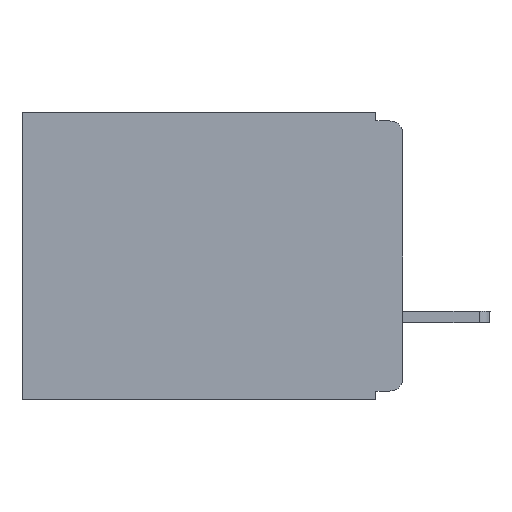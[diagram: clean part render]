
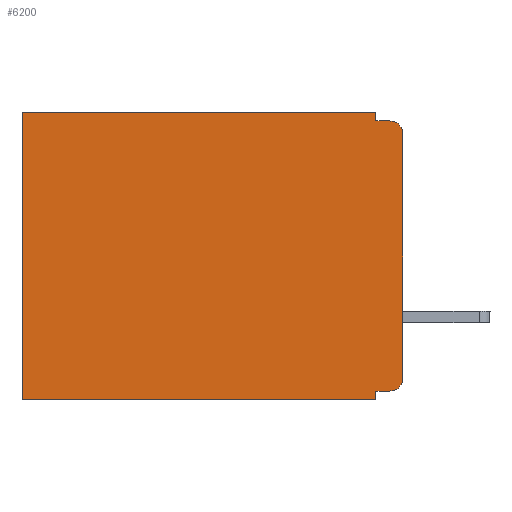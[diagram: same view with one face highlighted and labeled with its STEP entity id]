
A CAD part, left-side view. The second image highlights one B-rep face of the part: STEP entity #6200.
In plain terms, the highlighted planar face has unit normal (-1, 0, 0).
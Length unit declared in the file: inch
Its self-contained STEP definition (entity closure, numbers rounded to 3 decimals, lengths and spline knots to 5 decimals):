
#61 = DIRECTION ( 'NONE',  ( 0., 0., -1. ) ) ;
#276 = CARTESIAN_POINT ( 'NONE',  ( 0.3, 0.031, -0.01 ) ) ;
#288 = CARTESIAN_POINT ( 'NONE',  ( 0.3, 0.437, -0.33 ) ) ;
#339 = CARTESIAN_POINT ( 'NONE',  ( 0.3, 0., -0.33 ) ) ;
#559 = EDGE_CURVE ( 'NONE', #9883, #3148, #3209, .T. ) ;
#612 = DIRECTION ( 'NONE',  ( -1., 0., 0. ) ) ;
#740 = ORIENTED_EDGE ( 'NONE', *, *, #6872, .F. ) ;
#1117 = CIRCLE ( 'NONE', #9785, 0.015 ) ;
#1144 = ORIENTED_EDGE ( 'NONE', *, *, #6688, .T. ) ;
#1154 = LINE ( 'NONE', #9070, #10021 ) ;
#1179 = DIRECTION ( 'NONE',  ( 0., 1., 0. ) ) ;
#1341 = VERTEX_POINT ( 'NONE', #3473 ) ;
#1524 = VERTEX_POINT ( 'NONE', #2742 ) ;
#1572 = DIRECTION ( 'NONE',  ( 0., 0., -1. ) ) ;
#1615 = LINE ( 'NONE', #12146, #9119 ) ;
#1631 = DIRECTION ( 'NONE',  ( 1., 0., 0. ) ) ;
#1672 = DIRECTION ( 'NONE',  ( 0., 0., -1. ) ) ;
#1673 = CARTESIAN_POINT ( 'NONE',  ( 0.3, 0.015, -0.01 ) ) ;
#1959 = EDGE_CURVE ( 'NONE', #9883, #5819, #1154, .T. ) ;
#2001 = DIRECTION ( 'NONE',  ( 0., 1., 0. ) ) ;
#2306 = CARTESIAN_POINT ( 'NONE',  ( 0.3, 0., -0.01 ) ) ;
#2362 = LINE ( 'NONE', #6856, #11361 ) ;
#2536 = EDGE_CURVE ( 'NONE', #3822, #1524, #10758, .T. ) ;
#2714 = VERTEX_POINT ( 'NONE', #9350 ) ;
#2742 = CARTESIAN_POINT ( 'NONE',  ( 0.3, 0.437, -0.33 ) ) ;
#2801 = EDGE_CURVE ( 'NONE', #2714, #1341, #2362, .T. ) ;
#2950 = CARTESIAN_POINT ( 'NONE',  ( 0.3, 0.031, 0. ) ) ;
#3003 = DIRECTION ( 'NONE',  ( -1., 0., 0. ) ) ;
#3127 = CARTESIAN_POINT ( 'NONE',  ( 0.3, 0.031, -0.33 ) ) ;
#3148 = VERTEX_POINT ( 'NONE', #1673 ) ;
#3183 = DIRECTION ( 'NONE',  ( 0., 0., -1. ) ) ;
#3209 = CIRCLE ( 'NONE', #6785, 0.015 ) ;
#3473 = CARTESIAN_POINT ( 'NONE',  ( 0.3, 0.031, -0.32 ) ) ;
#3625 = VECTOR ( 'NONE', #5096, 39.37008 ) ;
#3800 = ORIENTED_EDGE ( 'NONE', *, *, #2536, .F. ) ;
#3822 = VERTEX_POINT ( 'NONE', #11639 ) ;
#4035 = EDGE_LOOP ( 'NONE', ( #7145, #4675, #9044, #740, #7434, #1144, #3800, #10460, #4172, #7181 ) ) ;
#4076 = EDGE_CURVE ( 'NONE', #4868, #3148, #12178, .T. ) ;
#4172 = ORIENTED_EDGE ( 'NONE', *, *, #2801, .F. ) ;
#4458 = EDGE_CURVE ( 'NONE', #1341, #3822, #11881, .T. ) ;
#4675 = ORIENTED_EDGE ( 'NONE', *, *, #559, .T. ) ;
#4868 = VERTEX_POINT ( 'NONE', #276 ) ;
#5096 = DIRECTION ( 'NONE',  ( 0., -1., 0. ) ) ;
#5574 = PLANE ( 'NONE',  #7454 ) ;
#5819 = VERTEX_POINT ( 'NONE', #6756 ) ;
#6004 = FACE_OUTER_BOUND ( 'NONE', #4035, .T. ) ;
#6051 = DIRECTION ( 'NONE',  ( 0., 0., -1. ) ) ;
#6178 = VECTOR ( 'NONE', #1179, 39.37008 ) ;
#6200 = ADVANCED_FACE ( 'NONE', ( #6004 ), #5574, .F. ) ;
#6391 = VERTEX_POINT ( 'NONE', #2950 ) ;
#6688 = EDGE_CURVE ( 'NONE', #9805, #1524, #11363, .T. ) ;
#6756 = CARTESIAN_POINT ( 'NONE',  ( 0.3, 0., -0.305 ) ) ;
#6785 = AXIS2_PLACEMENT_3D ( 'NONE', #8402, #612, #1572 ) ;
#6856 = CARTESIAN_POINT ( 'NONE',  ( 0.3, 0., -0.32 ) ) ;
#6872 = EDGE_CURVE ( 'NONE', #6391, #4868, #1615, .T. ) ;
#7069 = CARTESIAN_POINT ( 'NONE',  ( 0.3, 0., 0. ) ) ;
#7145 = ORIENTED_EDGE ( 'NONE', *, *, #1959, .F. ) ;
#7181 = ORIENTED_EDGE ( 'NONE', *, *, #12410, .T. ) ;
#7434 = ORIENTED_EDGE ( 'NONE', *, *, #11024, .T. ) ;
#7454 = AXIS2_PLACEMENT_3D ( 'NONE', #8570, #1631, #1672 ) ;
#8402 = CARTESIAN_POINT ( 'NONE',  ( 0.3, 0.015, -0.025 ) ) ;
#8487 = VECTOR ( 'NONE', #10147, 39.37008 ) ;
#8570 = CARTESIAN_POINT ( 'NONE',  ( 0.3, 0., -0.33 ) ) ;
#8791 = VECTOR ( 'NONE', #11155, 39.37008 ) ;
#8904 = CARTESIAN_POINT ( 'NONE',  ( 0.3, 0.437, 0. ) ) ;
#9044 = ORIENTED_EDGE ( 'NONE', *, *, #4076, .F. ) ;
#9070 = CARTESIAN_POINT ( 'NONE',  ( 0.3, 0., -0.33 ) ) ;
#9119 = VECTOR ( 'NONE', #12214, 39.37008 ) ;
#9350 = CARTESIAN_POINT ( 'NONE',  ( 0.3, 0.015, -0.32 ) ) ;
#9785 = AXIS2_PLACEMENT_3D ( 'NONE', #10696, #3003, #61 ) ;
#9805 = VERTEX_POINT ( 'NONE', #8904 ) ;
#9883 = VERTEX_POINT ( 'NONE', #9958 ) ;
#9958 = CARTESIAN_POINT ( 'NONE',  ( 0.3, 0., -0.025 ) ) ;
#10021 = VECTOR ( 'NONE', #3183, 39.37008 ) ;
#10147 = DIRECTION ( 'NONE',  ( 0., 0., -1. ) ) ;
#10375 = VECTOR ( 'NONE', #6051, 39.37008 ) ;
#10460 = ORIENTED_EDGE ( 'NONE', *, *, #4458, .F. ) ;
#10649 = LINE ( 'NONE', #7069, #6178 ) ;
#10696 = CARTESIAN_POINT ( 'NONE',  ( 0.3, 0.015, -0.305 ) ) ;
#10758 = LINE ( 'NONE', #339, #8791 ) ;
#11024 = EDGE_CURVE ( 'NONE', #6391, #9805, #10649, .T. ) ;
#11155 = DIRECTION ( 'NONE',  ( 0., 1., 0. ) ) ;
#11361 = VECTOR ( 'NONE', #2001, 39.37008 ) ;
#11363 = LINE ( 'NONE', #288, #8487 ) ;
#11639 = CARTESIAN_POINT ( 'NONE',  ( 0.3, 0.031, -0.33 ) ) ;
#11881 = LINE ( 'NONE', #3127, #10375 ) ;
#12146 = CARTESIAN_POINT ( 'NONE',  ( 0.3, 0.031, 0. ) ) ;
#12178 = LINE ( 'NONE', #2306, #3625 ) ;
#12214 = DIRECTION ( 'NONE',  ( 0., 0., -1. ) ) ;
#12410 = EDGE_CURVE ( 'NONE', #2714, #5819, #1117, .T. ) ;
